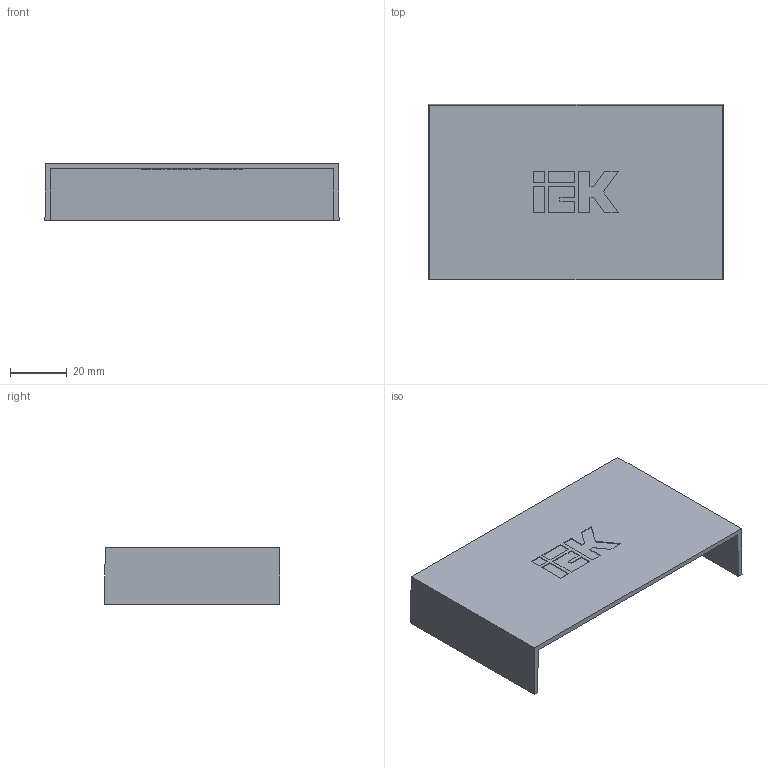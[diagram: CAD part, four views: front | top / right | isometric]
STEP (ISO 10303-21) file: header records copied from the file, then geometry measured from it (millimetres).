
FILE_DESCRIPTION (( 'STEP AP214' ), '1' );
FILE_NAME ('ÊÌÇ 100õ60 (2 î÷åðåäü)_èçì.1.STEP', '2016-06-21T07:22:29', ( '' ), ( '' ), 'SwSTEP 2.0', 'SolidWorks 2014', '' );
FILE_SCHEMA (( 'AUTOMOTIVE_DESIGN' ));
Length unit declared in the file: millimetre
Products named in the file (1): ÊÌÇ 100õ60 (2 î÷åðåäü)_èçì.1
Bounding box: 103.8 x 61.9 x 20 mm (x, y, z)
Volume: 18677.8 mm3; surface area: 21618.9 mm2
Topology: 1 solids, 1 shells, 255 faces, 705 edges, 470 vertices
Faces by surface type: plane 146, bspline 109
Entity records: 11401 total; most frequent: CARTESIAN_POINT 5580, ORIENTED_EDGE 1410, DIRECTION 781, EDGE_CURVE 705, VECTOR 487, LINE 487, VERTEX_POINT 470, EDGE_LOOP 273
